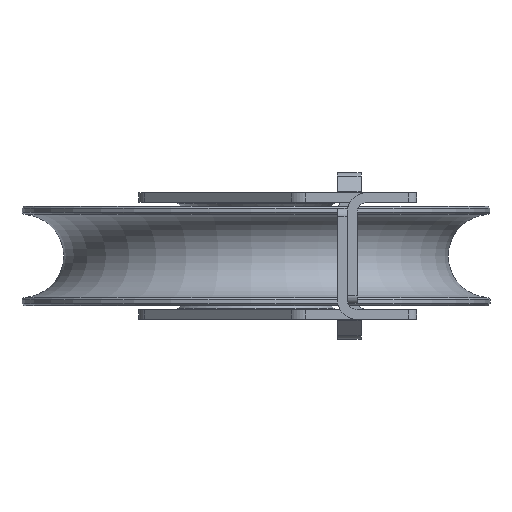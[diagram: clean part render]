
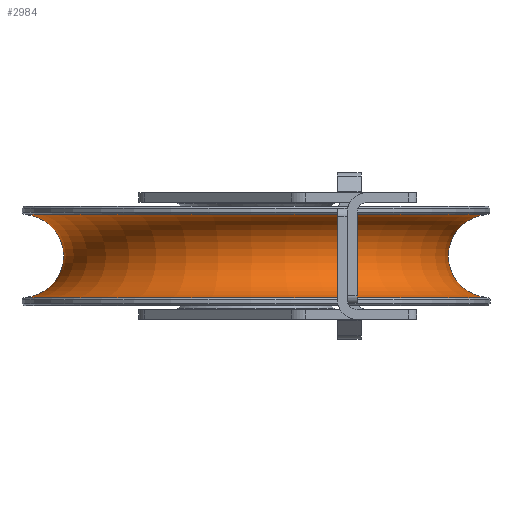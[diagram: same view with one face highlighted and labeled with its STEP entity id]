
A CAD part, left-side view. The second image highlights one B-rep face of the part: STEP entity #2984.
In plain terms, the highlighted toroidal (fillet/blend) face has major radius 59 mm and minor radius 10.5 mm.
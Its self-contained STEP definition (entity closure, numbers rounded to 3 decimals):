
#162=TOROIDAL_SURFACE('',#3302,59.,10.5);
#357=FACE_OUTER_BOUND('',#515,.T.);
#515=EDGE_LOOP('',(#2171,#2172,#2173,#2174,#2175,#2176));
#1100=CIRCLE('',#3268,58.501);
#1101=CIRCLE('',#3269,58.501);
#1109=CIRCLE('',#3284,58.501);
#1110=CIRCLE('',#3285,58.501);
#1121=CIRCLE('',#3303,10.5);
#1333=VERTEX_POINT('',#4672);
#1334=VERTEX_POINT('',#4674);
#1342=VERTEX_POINT('',#4702);
#1343=VERTEX_POINT('',#4704);
#1664=EDGE_CURVE('',#1333,#1334,#1100,.T.);
#1665=EDGE_CURVE('',#1334,#1333,#1101,.T.);
#1678=EDGE_CURVE('',#1342,#1343,#1109,.T.);
#1679=EDGE_CURVE('',#1343,#1342,#1110,.T.);
#1693=EDGE_CURVE('',#1343,#1334,#1121,.T.);
#2171=ORIENTED_EDGE('',*,*,#1678,.F.);
#2172=ORIENTED_EDGE('',*,*,#1679,.F.);
#2173=ORIENTED_EDGE('',*,*,#1693,.T.);
#2174=ORIENTED_EDGE('',*,*,#1664,.F.);
#2175=ORIENTED_EDGE('',*,*,#1665,.F.);
#2176=ORIENTED_EDGE('',*,*,#1693,.F.);
#2984=ADVANCED_FACE('',(#357),#162,.F.);
#3268=AXIS2_PLACEMENT_3D('',#4675,#3688,#3689);
#3269=AXIS2_PLACEMENT_3D('',#4676,#3690,#3691);
#3284=AXIS2_PLACEMENT_3D('',#4705,#3725,#3726);
#3285=AXIS2_PLACEMENT_3D('',#4706,#3727,#3728);
#3302=AXIS2_PLACEMENT_3D('',#4736,#3764,#3765);
#3303=AXIS2_PLACEMENT_3D('',#4737,#3766,#3767);
#3688=DIRECTION('center_axis',(0.,0.,-1.));
#3689=DIRECTION('ref_axis',(-1.,0.,0.));
#3690=DIRECTION('center_axis',(0.,0.,-1.));
#3691=DIRECTION('ref_axis',(-1.,0.,0.));
#3725=DIRECTION('center_axis',(0.,0.,1.));
#3726=DIRECTION('ref_axis',(-1.,0.,0.));
#3727=DIRECTION('center_axis',(0.,0.,1.));
#3728=DIRECTION('ref_axis',(-1.,0.,0.));
#3764=DIRECTION('center_axis',(0.,0.,1.));
#3765=DIRECTION('ref_axis',(1.,0.,0.));
#3766=DIRECTION('center_axis',(0.,1.,0.));
#3767=DIRECTION('ref_axis',(-1.,0.,0.));
#4672=CARTESIAN_POINT('',(58.501,0.,-10.488));
#4674=CARTESIAN_POINT('',(-58.501,0.,-10.488));
#4675=CARTESIAN_POINT('Origin',(0.,0.,-10.488));
#4676=CARTESIAN_POINT('Origin',(0.,0.,-10.488));
#4702=CARTESIAN_POINT('',(58.501,0.,10.488));
#4704=CARTESIAN_POINT('',(-58.501,0.,10.488));
#4705=CARTESIAN_POINT('Origin',(0.,0.,10.488));
#4706=CARTESIAN_POINT('Origin',(0.,0.,10.488));
#4736=CARTESIAN_POINT('Origin',(0.,0.,0.));
#4737=CARTESIAN_POINT('Origin',(-59.,0.,0.));
